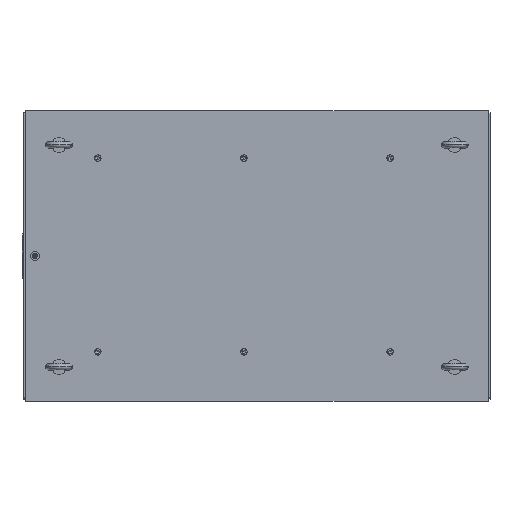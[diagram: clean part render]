
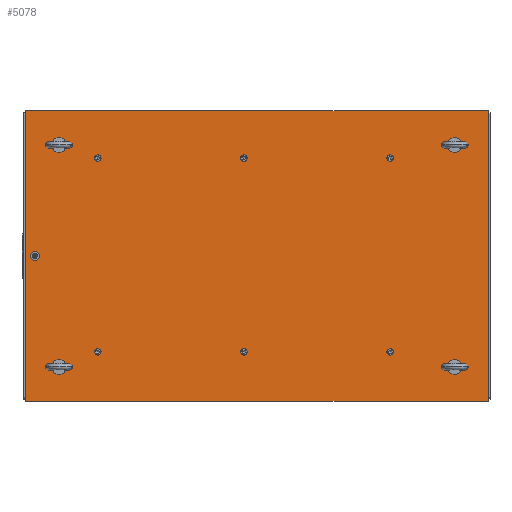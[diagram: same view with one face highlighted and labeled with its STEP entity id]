
A CAD part, top view. The second image highlights one B-rep face of the part: STEP entity #5078.
In plain terms, the highlighted planar face has unit normal (0, 0, 1).
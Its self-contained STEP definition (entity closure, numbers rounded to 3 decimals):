
#243=LINE('',#7557,#607);
#247=LINE('',#7565,#611);
#250=LINE('',#7571,#614);
#253=LINE('',#7576,#617);
#607=VECTOR('',#6060,10.);
#611=VECTOR('',#6066,10.);
#614=VECTOR('',#6071,10.);
#617=VECTOR('',#6076,10.);
#1043=FACE_BOUND('',#1430,.T.);
#1044=FACE_BOUND('',#1431,.T.);
#1045=FACE_BOUND('',#1432,.T.);
#1046=FACE_BOUND('',#1433,.T.);
#1047=FACE_BOUND('',#1434,.T.);
#1048=FACE_BOUND('',#1435,.T.);
#1049=FACE_BOUND('',#1436,.T.);
#1050=FACE_BOUND('',#1437,.T.);
#1051=FACE_BOUND('',#1438,.T.);
#1052=FACE_BOUND('',#1439,.T.);
#1053=FACE_BOUND('',#1440,.T.);
#1110=FACE_OUTER_BOUND('',#1429,.T.);
#1429=EDGE_LOOP('',(#3215,#3216,#3217,#3218));
#1430=EDGE_LOOP('',(#3219));
#1431=EDGE_LOOP('',(#3220));
#1432=EDGE_LOOP('',(#3221));
#1433=EDGE_LOOP('',(#3222));
#1434=EDGE_LOOP('',(#3223));
#1435=EDGE_LOOP('',(#3224));
#1436=EDGE_LOOP('',(#3225));
#1437=EDGE_LOOP('',(#3226));
#1438=EDGE_LOOP('',(#3227));
#1439=EDGE_LOOP('',(#3228));
#1440=EDGE_LOOP('',(#3229));
#1769=CIRCLE('',#5402,12.);
#1771=CIRCLE('',#5406,8.647);
#1773=CIRCLE('',#5409,8.647);
#1775=CIRCLE('',#5412,8.647);
#1777=CIRCLE('',#5415,8.647);
#1779=CIRCLE('',#5418,8.647);
#1781=CIRCLE('',#5421,8.647);
#1783=CIRCLE('',#5424,8.647);
#1785=CIRCLE('',#5427,8.647);
#1787=CIRCLE('',#5430,8.647);
#1789=CIRCLE('',#5433,8.647);
#1978=VERTEX_POINT('',#7487);
#1980=VERTEX_POINT('',#7495);
#1982=VERTEX_POINT('',#7501);
#1984=VERTEX_POINT('',#7507);
#1986=VERTEX_POINT('',#7513);
#1988=VERTEX_POINT('',#7519);
#1990=VERTEX_POINT('',#7525);
#1992=VERTEX_POINT('',#7531);
#1994=VERTEX_POINT('',#7537);
#1996=VERTEX_POINT('',#7543);
#1998=VERTEX_POINT('',#7549);
#2000=VERTEX_POINT('',#7555);
#2001=VERTEX_POINT('',#7556);
#2004=VERTEX_POINT('',#7564);
#2006=VERTEX_POINT('',#7570);
#2423=EDGE_CURVE('',#1978,#1978,#1769,.T.);
#2427=EDGE_CURVE('',#1980,#1980,#1771,.T.);
#2430=EDGE_CURVE('',#1982,#1982,#1773,.T.);
#2433=EDGE_CURVE('',#1984,#1984,#1775,.T.);
#2436=EDGE_CURVE('',#1986,#1986,#1777,.T.);
#2439=EDGE_CURVE('',#1988,#1988,#1779,.T.);
#2442=EDGE_CURVE('',#1990,#1990,#1781,.T.);
#2445=EDGE_CURVE('',#1992,#1992,#1783,.T.);
#2448=EDGE_CURVE('',#1994,#1994,#1785,.T.);
#2451=EDGE_CURVE('',#1996,#1996,#1787,.T.);
#2454=EDGE_CURVE('',#1998,#1998,#1789,.T.);
#2457=EDGE_CURVE('',#2000,#2001,#243,.T.);
#2461=EDGE_CURVE('',#2001,#2004,#247,.T.);
#2464=EDGE_CURVE('',#2004,#2006,#250,.T.);
#2467=EDGE_CURVE('',#2006,#2000,#253,.T.);
#3215=ORIENTED_EDGE('',*,*,#2457,.F.);
#3216=ORIENTED_EDGE('',*,*,#2467,.F.);
#3217=ORIENTED_EDGE('',*,*,#2464,.F.);
#3218=ORIENTED_EDGE('',*,*,#2461,.F.);
#3219=ORIENTED_EDGE('',*,*,#2423,.T.);
#3220=ORIENTED_EDGE('',*,*,#2427,.T.);
#3221=ORIENTED_EDGE('',*,*,#2430,.T.);
#3222=ORIENTED_EDGE('',*,*,#2433,.T.);
#3223=ORIENTED_EDGE('',*,*,#2436,.T.);
#3224=ORIENTED_EDGE('',*,*,#2439,.T.);
#3225=ORIENTED_EDGE('',*,*,#2442,.T.);
#3226=ORIENTED_EDGE('',*,*,#2445,.T.);
#3227=ORIENTED_EDGE('',*,*,#2448,.T.);
#3228=ORIENTED_EDGE('',*,*,#2451,.T.);
#3229=ORIENTED_EDGE('',*,*,#2454,.T.);
#4566=PLANE('',#5440);
#5078=ADVANCED_FACE('',(#1110,#1043,#1044,#1045,#1046,#1047,#1048,#1049,
#1050,#1051,#1052,#1053),#4566,.T.);
#5402=AXIS2_PLACEMENT_3D('',#7488,#5980,#5981);
#5406=AXIS2_PLACEMENT_3D('',#7496,#5990,#5991);
#5409=AXIS2_PLACEMENT_3D('',#7502,#5997,#5998);
#5412=AXIS2_PLACEMENT_3D('',#7508,#6004,#6005);
#5415=AXIS2_PLACEMENT_3D('',#7514,#6011,#6012);
#5418=AXIS2_PLACEMENT_3D('',#7520,#6018,#6019);
#5421=AXIS2_PLACEMENT_3D('',#7526,#6025,#6026);
#5424=AXIS2_PLACEMENT_3D('',#7532,#6032,#6033);
#5427=AXIS2_PLACEMENT_3D('',#7538,#6039,#6040);
#5430=AXIS2_PLACEMENT_3D('',#7544,#6046,#6047);
#5433=AXIS2_PLACEMENT_3D('',#7550,#6053,#6054);
#5440=AXIS2_PLACEMENT_3D('',#7579,#6080,#6081);
#5980=DIRECTION('center_axis',(0.,0.,-1.));
#5981=DIRECTION('ref_axis',(1.,0.,0.));
#5990=DIRECTION('center_axis',(0.,0.,-1.));
#5991=DIRECTION('ref_axis',(1.,0.,0.));
#5997=DIRECTION('center_axis',(0.,0.,-1.));
#5998=DIRECTION('ref_axis',(1.,0.,0.));
#6004=DIRECTION('center_axis',(0.,0.,-1.));
#6005=DIRECTION('ref_axis',(1.,0.,0.));
#6011=DIRECTION('center_axis',(0.,0.,-1.));
#6012=DIRECTION('ref_axis',(1.,0.,0.));
#6018=DIRECTION('center_axis',(0.,0.,-1.));
#6019=DIRECTION('ref_axis',(1.,0.,0.));
#6025=DIRECTION('center_axis',(0.,0.,-1.));
#6026=DIRECTION('ref_axis',(1.,0.,0.));
#6032=DIRECTION('center_axis',(0.,0.,-1.));
#6033=DIRECTION('ref_axis',(1.,0.,0.));
#6039=DIRECTION('center_axis',(0.,0.,-1.));
#6040=DIRECTION('ref_axis',(1.,0.,0.));
#6046=DIRECTION('center_axis',(0.,0.,-1.));
#6047=DIRECTION('ref_axis',(1.,0.,0.));
#6053=DIRECTION('center_axis',(0.,0.,-1.));
#6054=DIRECTION('ref_axis',(1.,0.,0.));
#6060=DIRECTION('',(0.,-1.,0.));
#6066=DIRECTION('',(-1.,0.,0.));
#6071=DIRECTION('',(0.,1.,0.));
#6076=DIRECTION('',(1.,0.,0.));
#6080=DIRECTION('center_axis',(0.,0.,1.));
#6081=DIRECTION('ref_axis',(1.,0.,0.));
#7487=CARTESIAN_POINT('',(-612.,0.,25.));
#7488=CARTESIAN_POINT('Origin',(-600.,0.,25.));
#7495=CARTESIAN_POINT('',(-43.647,-259.5,25.));
#7496=CARTESIAN_POINT('Origin',(-35.,-259.5,25.));
#7501=CARTESIAN_POINT('',(351.353,264.5,25.));
#7502=CARTESIAN_POINT('Origin',(360.,264.5,25.));
#7507=CARTESIAN_POINT('',(-438.647,264.5,25.));
#7508=CARTESIAN_POINT('Origin',(-430.,264.5,25.));
#7513=CARTESIAN_POINT('',(-543.647,-300.,25.));
#7514=CARTESIAN_POINT('Origin',(-535.,-300.,25.));
#7519=CARTESIAN_POINT('',(-543.647,300.,25.));
#7520=CARTESIAN_POINT('Origin',(-535.,300.,25.));
#7525=CARTESIAN_POINT('',(526.353,300.,25.));
#7526=CARTESIAN_POINT('Origin',(535.,300.,25.));
#7531=CARTESIAN_POINT('',(526.353,-300.,25.));
#7532=CARTESIAN_POINT('Origin',(535.,-300.,25.));
#7537=CARTESIAN_POINT('',(-43.647,264.5,25.));
#7538=CARTESIAN_POINT('Origin',(-35.,264.5,25.));
#7543=CARTESIAN_POINT('',(-438.647,-259.5,25.));
#7544=CARTESIAN_POINT('Origin',(-430.,-259.5,25.));
#7549=CARTESIAN_POINT('',(351.353,-259.5,25.));
#7550=CARTESIAN_POINT('Origin',(360.,-259.5,25.));
#7555=CARTESIAN_POINT('',(625.,392.5,25.));
#7556=CARTESIAN_POINT('',(625.,-392.5,25.));
#7557=CARTESIAN_POINT('',(625.,-392.5,25.));
#7564=CARTESIAN_POINT('',(-625.,-392.5,25.));
#7565=CARTESIAN_POINT('',(-625.,-392.5,25.));
#7570=CARTESIAN_POINT('',(-625.,392.5,25.));
#7571=CARTESIAN_POINT('',(-625.,392.5,25.));
#7576=CARTESIAN_POINT('',(625.,392.5,25.));
#7579=CARTESIAN_POINT('Origin',(0.,0.,25.));
